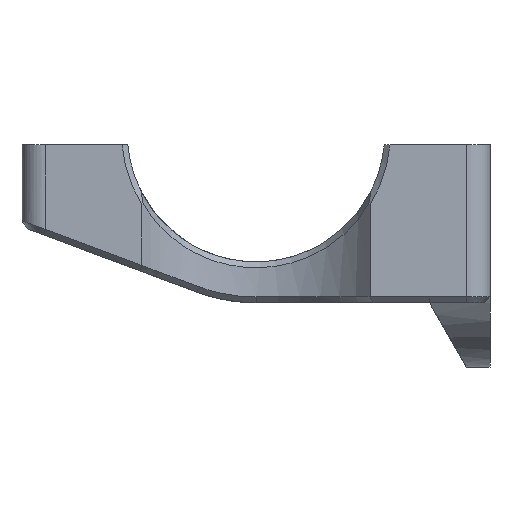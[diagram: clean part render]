
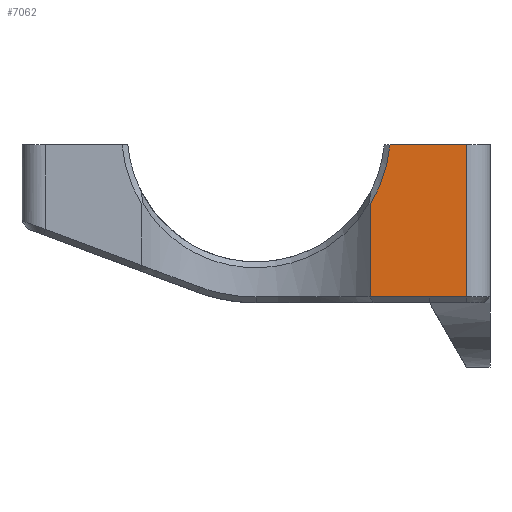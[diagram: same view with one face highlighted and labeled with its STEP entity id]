
A CAD part, front view. The second image highlights one B-rep face of the part: STEP entity #7062.
In plain terms, the highlighted planar face has unit normal (0, -1, 0).
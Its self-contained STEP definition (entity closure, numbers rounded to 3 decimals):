
#2686 = CONICAL_SURFACE('',#2687,11.,0.785);
#2687 = AXIS2_PLACEMENT_3D('',#2688,#2689,#2690);
#2688 = CARTESIAN_POINT('',(0.,-39.5,0.));
#2689 = DIRECTION('',(0.,-1.,0.));
#2690 = DIRECTION('',(0.886,0.,-0.464));
#2714 = PLANE('',#2715);
#2715 = AXIS2_PLACEMENT_3D('',#2716,#2717,#2718);
#2716 = CARTESIAN_POINT('',(10.954,0.,-1.));
#2717 = DIRECTION('',(0.,0.,1.));
#2718 = DIRECTION('',(1.,0.,0.));
#4365 = CYLINDRICAL_SURFACE('',#4366,12.);
#4366 = AXIS2_PLACEMENT_3D('',#4367,#4368,#4369);
#4367 = CARTESIAN_POINT('',(0.,-47.,-1.));
#4368 = DIRECTION('',(0.,0.,1.));
#4369 = DIRECTION('',(-1.,0.,0.));
#5067 = VERTEX_POINT('',#5068);
#5068 = CARTESIAN_POINT('',(11.456,-40.,-1.));
#5096 = EDGE_CURVE('',#5067,#5097,#5099,.T.);
#5097 = VERTEX_POINT('',#5098);
#5098 = CARTESIAN_POINT('',(18.,-40.,-1.));
#5099 = SURFACE_CURVE('',#5100,(#5104,#5111),.PCURVE_S1.);
#5100 = LINE('',#5101,#5102);
#5101 = CARTESIAN_POINT('',(10.954,-40.,-1.));
#5102 = VECTOR('',#5103,1.);
#5103 = DIRECTION('',(1.,0.,0.));
#5104 = PCURVE('',#2714,#5105);
#5105 = DEFINITIONAL_REPRESENTATION('',(#5106),#5110);
#5106 = LINE('',#5107,#5108);
#5107 = CARTESIAN_POINT('',(0.,-40.));
#5108 = VECTOR('',#5109,1.);
#5109 = DIRECTION('',(1.,0.));
#5110 = ( GEOMETRIC_REPRESENTATION_CONTEXT(2) 
PARAMETRIC_REPRESENTATION_CONTEXT() REPRESENTATION_CONTEXT('2D SPACE',''
  ) );
#5111 = PCURVE('',#5112,#5117);
#5112 = PLANE('',#5113);
#5113 = AXIS2_PLACEMENT_3D('',#5114,#5115,#5116);
#5114 = CARTESIAN_POINT('',(2.333,-40.,-8.955));
#5115 = DIRECTION('',(0.,1.,0.));
#5116 = DIRECTION('',(0.,0.,1.));
#5117 = DEFINITIONAL_REPRESENTATION('',(#5118),#5122);
#5118 = LINE('',#5119,#5120);
#5119 = CARTESIAN_POINT('',(7.955,8.622));
#5120 = VECTOR('',#5121,1.);
#5121 = DIRECTION('',(0.,1.));
#5122 = ( GEOMETRIC_REPRESENTATION_CONTEXT(2) 
PARAMETRIC_REPRESENTATION_CONTEXT() REPRESENTATION_CONTEXT('2D SPACE',''
  ) );
#5141 = CYLINDRICAL_SURFACE('',#5142,2.);
#5142 = AXIS2_PLACEMENT_3D('',#5143,#5144,#5145);
#5143 = CARTESIAN_POINT('',(18.,-38.,-14.5));
#5144 = DIRECTION('',(0.,0.,1.));
#5145 = DIRECTION('',(0.,-1.,0.));
#5336 = EDGE_CURVE('',#5337,#5067,#5339,.T.);
#5337 = VERTEX_POINT('',#5338);
#5338 = CARTESIAN_POINT('',(9.747,-40.,-6.103));
#5339 = SURFACE_CURVE('',#5340,(#5345,#5352),.PCURVE_S1.);
#5340 = CIRCLE('',#5341,11.5);
#5341 = AXIS2_PLACEMENT_3D('',#5342,#5343,#5344);
#5342 = CARTESIAN_POINT('',(0.,-40.,0.));
#5343 = DIRECTION('',(0.,-1.,0.));
#5344 = DIRECTION('',(0.886,0.,-0.464));
#5345 = PCURVE('',#2686,#5346);
#5346 = DEFINITIONAL_REPRESENTATION('',(#5347),#5351);
#5347 = LINE('',#5348,#5349);
#5348 = CARTESIAN_POINT('',(0.,0.5));
#5349 = VECTOR('',#5350,1.);
#5350 = DIRECTION('',(1.,0.));
#5351 = ( GEOMETRIC_REPRESENTATION_CONTEXT(2) 
PARAMETRIC_REPRESENTATION_CONTEXT() REPRESENTATION_CONTEXT('2D SPACE',''
  ) );
#5352 = PCURVE('',#5112,#5353);
#5353 = DEFINITIONAL_REPRESENTATION('',(#5354),#5362);
#5354 = ( BOUNDED_CURVE() B_SPLINE_CURVE(2,(#5355,#5356,#5357,#5358,
#5359,#5360,#5361),.UNSPECIFIED.,.T.,.F.) B_SPLINE_CURVE_WITH_KNOTS((1,2
    ,2,2,2,1),(-2.094,0.,2.094,4.189,
6.283,8.378),.UNSPECIFIED.) CURVE() 
GEOMETRIC_REPRESENTATION_ITEM() RATIONAL_B_SPLINE_CURVE((1.,0.5,1.,0.5,
1.,0.5,1.)) REPRESENTATION_ITEM('') );
#5355 = CARTESIAN_POINT('',(3.624,7.857));
#5356 = CARTESIAN_POINT('',(21.273,17.09));
#5357 = CARTESIAN_POINT('',(20.445,-2.811));
#5358 = CARTESIAN_POINT('',(19.616,-22.712));
#5359 = CARTESIAN_POINT('',(2.795,-12.044));
#5360 = CARTESIAN_POINT('',(-14.025,-1.376));
#5361 = CARTESIAN_POINT('',(3.624,7.857));
#5362 = ( GEOMETRIC_REPRESENTATION_CONTEXT(2) 
PARAMETRIC_REPRESENTATION_CONTEXT() REPRESENTATION_CONTEXT('2D SPACE',''
  ) );
#6492 = PLANE('',#6493);
#6493 = AXIS2_PLACEMENT_3D('',#6494,#6495,#6496);
#6494 = CARTESIAN_POINT('',(9.747,-39.75,-14.25));
#6495 = DIRECTION('',(0.,-0.707,-0.707));
#6496 = DIRECTION('',(-1.,-0.,-0.));
#6531 = EDGE_CURVE('',#6532,#5337,#6534,.T.);
#6532 = VERTEX_POINT('',#6533);
#6533 = CARTESIAN_POINT('',(9.747,-40.,-14.));
#6534 = SURFACE_CURVE('',#6535,(#6539,#6546),.PCURVE_S1.);
#6535 = LINE('',#6536,#6537);
#6536 = CARTESIAN_POINT('',(9.747,-40.,-1.));
#6537 = VECTOR('',#6538,1.);
#6538 = DIRECTION('',(0.,0.,1.));
#6539 = PCURVE('',#4365,#6540);
#6540 = DEFINITIONAL_REPRESENTATION('',(#6541),#6545);
#6541 = LINE('',#6542,#6543);
#6542 = CARTESIAN_POINT('',(3.764,0.));
#6543 = VECTOR('',#6544,1.);
#6544 = DIRECTION('',(0.,1.));
#6545 = ( GEOMETRIC_REPRESENTATION_CONTEXT(2) 
PARAMETRIC_REPRESENTATION_CONTEXT() REPRESENTATION_CONTEXT('2D SPACE',''
  ) );
#6546 = PCURVE('',#5112,#6547);
#6547 = DEFINITIONAL_REPRESENTATION('',(#6548),#6552);
#6548 = LINE('',#6549,#6550);
#6549 = CARTESIAN_POINT('',(7.955,7.414));
#6550 = VECTOR('',#6551,1.);
#6551 = DIRECTION('',(1.,0.));
#6552 = ( GEOMETRIC_REPRESENTATION_CONTEXT(2) 
PARAMETRIC_REPRESENTATION_CONTEXT() REPRESENTATION_CONTEXT('2D SPACE',''
  ) );
#7011 = EDGE_CURVE('',#7012,#5097,#7014,.T.);
#7012 = VERTEX_POINT('',#7013);
#7013 = CARTESIAN_POINT('',(18.,-40.,-14.));
#7014 = SURFACE_CURVE('',#7015,(#7019,#7026),.PCURVE_S1.);
#7015 = LINE('',#7016,#7017);
#7016 = CARTESIAN_POINT('',(18.,-40.,-14.5));
#7017 = VECTOR('',#7018,1.);
#7018 = DIRECTION('',(0.,0.,1.));
#7019 = PCURVE('',#5141,#7020);
#7020 = DEFINITIONAL_REPRESENTATION('',(#7021),#7025);
#7021 = LINE('',#7022,#7023);
#7022 = CARTESIAN_POINT('',(0.,0.));
#7023 = VECTOR('',#7024,1.);
#7024 = DIRECTION('',(0.,1.));
#7025 = ( GEOMETRIC_REPRESENTATION_CONTEXT(2) 
PARAMETRIC_REPRESENTATION_CONTEXT() REPRESENTATION_CONTEXT('2D SPACE',''
  ) );
#7026 = PCURVE('',#5112,#7027);
#7027 = DEFINITIONAL_REPRESENTATION('',(#7028),#7032);
#7028 = LINE('',#7029,#7030);
#7029 = CARTESIAN_POINT('',(-5.545,15.667));
#7030 = VECTOR('',#7031,1.);
#7031 = DIRECTION('',(1.,0.));
#7032 = ( GEOMETRIC_REPRESENTATION_CONTEXT(2) 
PARAMETRIC_REPRESENTATION_CONTEXT() REPRESENTATION_CONTEXT('2D SPACE',''
  ) );
#7062 = ADVANCED_FACE('',(#7063),#5112,.F.);
#7063 = FACE_BOUND('',#7064,.F.);
#7064 = EDGE_LOOP('',(#7065,#7066,#7094,#7115,#7116,#7117));
#7065 = ORIENTED_EDGE('',*,*,#7011,.F.);
#7066 = ORIENTED_EDGE('',*,*,#7067,.F.);
#7067 = EDGE_CURVE('',#7068,#7012,#7070,.T.);
#7068 = VERTEX_POINT('',#7069);
#7069 = CARTESIAN_POINT('',(14.825,-40.,-14.));
#7070 = SURFACE_CURVE('',#7071,(#7075,#7082),.PCURVE_S1.);
#7071 = LINE('',#7072,#7073);
#7072 = CARTESIAN_POINT('',(14.825,-40.,-14.));
#7073 = VECTOR('',#7074,1.);
#7074 = DIRECTION('',(1.,0.,0.));
#7075 = PCURVE('',#5112,#7076);
#7076 = DEFINITIONAL_REPRESENTATION('',(#7077),#7081);
#7077 = LINE('',#7078,#7079);
#7078 = CARTESIAN_POINT('',(-5.045,12.492));
#7079 = VECTOR('',#7080,1.);
#7080 = DIRECTION('',(0.,1.));
#7081 = ( GEOMETRIC_REPRESENTATION_CONTEXT(2) 
PARAMETRIC_REPRESENTATION_CONTEXT() REPRESENTATION_CONTEXT('2D SPACE',''
  ) );
#7082 = PCURVE('',#7083,#7088);
#7083 = PLANE('',#7084);
#7084 = AXIS2_PLACEMENT_3D('',#7085,#7086,#7087);
#7085 = CARTESIAN_POINT('',(14.825,-39.75,-14.25));
#7086 = DIRECTION('',(0.,0.707,0.707));
#7087 = DIRECTION('',(1.,0.,0.));
#7088 = DEFINITIONAL_REPRESENTATION('',(#7089),#7093);
#7089 = LINE('',#7090,#7091);
#7090 = CARTESIAN_POINT('',(0.,-0.354));
#7091 = VECTOR('',#7092,1.);
#7092 = DIRECTION('',(1.,0.));
#7093 = ( GEOMETRIC_REPRESENTATION_CONTEXT(2) 
PARAMETRIC_REPRESENTATION_CONTEXT() REPRESENTATION_CONTEXT('2D SPACE',''
  ) );
#7094 = ORIENTED_EDGE('',*,*,#7095,.F.);
#7095 = EDGE_CURVE('',#6532,#7068,#7096,.T.);
#7096 = SURFACE_CURVE('',#7097,(#7101,#7108),.PCURVE_S1.);
#7097 = LINE('',#7098,#7099);
#7098 = CARTESIAN_POINT('',(9.747,-40.,-14.));
#7099 = VECTOR('',#7100,1.);
#7100 = DIRECTION('',(1.,0.,0.));
#7101 = PCURVE('',#5112,#7102);
#7102 = DEFINITIONAL_REPRESENTATION('',(#7103),#7107);
#7103 = LINE('',#7104,#7105);
#7104 = CARTESIAN_POINT('',(-5.045,7.414));
#7105 = VECTOR('',#7106,1.);
#7106 = DIRECTION('',(0.,1.));
#7107 = ( GEOMETRIC_REPRESENTATION_CONTEXT(2) 
PARAMETRIC_REPRESENTATION_CONTEXT() REPRESENTATION_CONTEXT('2D SPACE',''
  ) );
#7108 = PCURVE('',#6492,#7109);
#7109 = DEFINITIONAL_REPRESENTATION('',(#7110),#7114);
#7110 = LINE('',#7111,#7112);
#7111 = CARTESIAN_POINT('',(-0.,-0.354));
#7112 = VECTOR('',#7113,1.);
#7113 = DIRECTION('',(-1.,0.));
#7114 = ( GEOMETRIC_REPRESENTATION_CONTEXT(2) 
PARAMETRIC_REPRESENTATION_CONTEXT() REPRESENTATION_CONTEXT('2D SPACE',''
  ) );
#7115 = ORIENTED_EDGE('',*,*,#6531,.T.);
#7116 = ORIENTED_EDGE('',*,*,#5336,.T.);
#7117 = ORIENTED_EDGE('',*,*,#5096,.T.);
